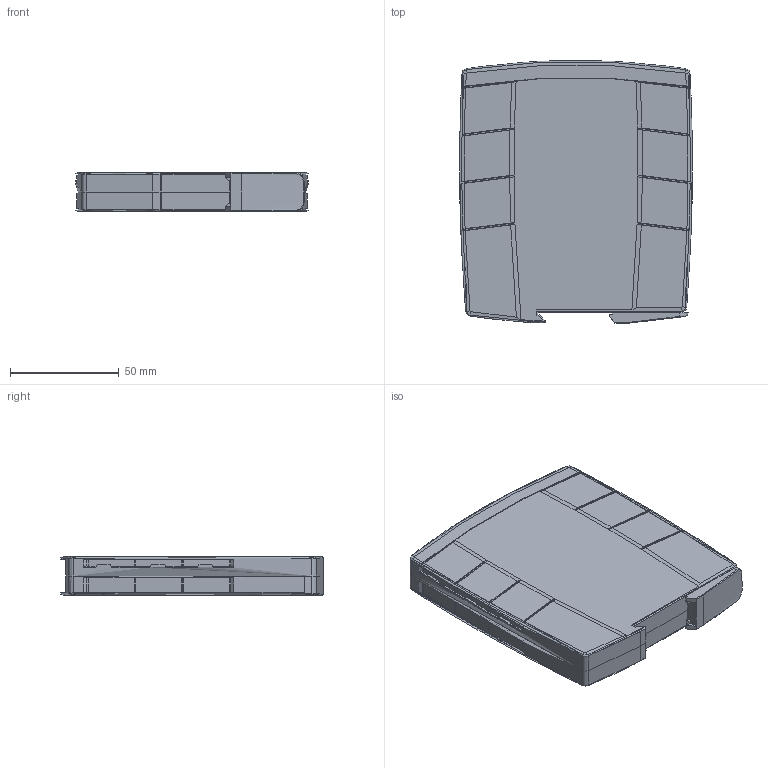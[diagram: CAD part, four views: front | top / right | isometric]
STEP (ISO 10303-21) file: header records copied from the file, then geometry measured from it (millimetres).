
FILE_DESCRIPTION (( 'STEP AP214' ), '1' );
FILE_NAME ('00_UF6925.STEP', '2018-11-16T21:49:49', ( '' ), ( '' ), 'SwSTEP 2.0', 'SolidWorks 2018', '' );
FILE_SCHEMA (( 'AUTOMOTIVE_DESIGN' ));
Length unit declared in the file: inch
Products named in the file (1): 00_UF6925
Bounding box: 107.17 x 121.02 x 17.8 mm (x, y, z)
Volume: 46668.9 mm3; surface area: 66717.5 mm2
Topology: 14 solids, 16 shells, 660 faces, 1797 edges, 1174 vertices
Faces by surface type: plane 394, bspline 179, cylinder 87
Full cylindrical faces by diameter (mm): 0.868 x1, 0.938 x1
Entity records: 32367 total; most frequent: CARTESIAN_POINT 8764, ORIENTED_EDGE 3586, DIRECTION 2389, EDGE_CURVE 1793, VERTEX_POINT 1174, LINE 1101, VECTOR 1101, EDGE_LOOP 687
